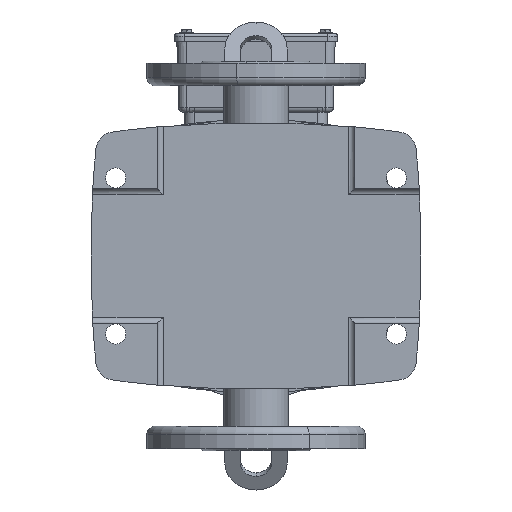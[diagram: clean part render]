
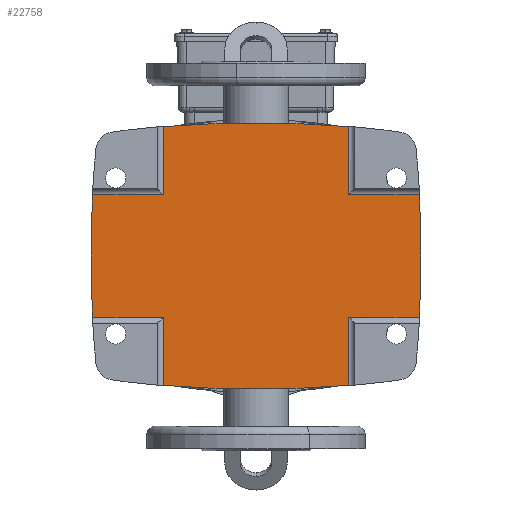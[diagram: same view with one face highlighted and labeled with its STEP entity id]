
A CAD part, front view. The second image highlights one B-rep face of the part: STEP entity #22758.
In plain terms, the highlighted planar face has unit normal (0, -1, 0).
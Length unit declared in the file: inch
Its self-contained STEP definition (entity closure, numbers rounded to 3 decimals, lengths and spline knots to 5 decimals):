
#41 = EDGE_CURVE ( 'NONE', #920, #26148, #2742, .T. ) ;
#127 = CIRCLE ( 'NONE', #1382, 27.26527 ) ;
#304 = CARTESIAN_POINT ( 'NONE',  ( -1.54265, 0.19685, -4.11924 ) ) ;
#459 = CARTESIAN_POINT ( 'NONE',  ( -1.54265, 0.19685, -4.59646 ) ) ;
#618 = DIRECTION ( 'NONE',  ( 0., 0., 1. ) ) ;
#920 = VERTEX_POINT ( 'NONE', #304 ) ;
#1305 = VERTEX_POINT ( 'NONE', #25439 ) ;
#1382 = AXIS2_PLACEMENT_3D ( 'NONE', #2906, #33588, #19706 ) ;
#1488 = LINE ( 'NONE', #31901, #22838 ) ;
#1555 = LINE ( 'NONE', #13007, #2860 ) ;
#2742 = LINE ( 'NONE', #459, #11870 ) ;
#2860 = VECTOR ( 'NONE', #36202, 39.37008 ) ;
#2884 = CARTESIAN_POINT ( 'NONE',  ( -1.54265, 0.19685, -4.59646 ) ) ;
#2906 = CARTESIAN_POINT ( 'NONE',  ( 0., 0.19685, -23.10236 ) ) ;
#3210 = DIRECTION ( 'NONE',  ( 0., -1., 0. ) ) ;
#4501 = EDGE_CURVE ( 'NONE', #26021, #26461, #127, .T. ) ;
#4696 = ORIENTED_EDGE ( 'NONE', *, *, #34735, .T. ) ;
#5017 = VERTEX_POINT ( 'NONE', #11063 ) ;
#5454 = DIRECTION ( 'NONE',  ( 1., 0., 0. ) ) ;
#5703 = VECTOR ( 'NONE', #31038, 39.37008 ) ;
#5839 = FACE_OUTER_BOUND ( 'NONE', #23103, .T. ) ;
#5859 = VERTEX_POINT ( 'NONE', #30704 ) ;
#5984 = DIRECTION ( 'NONE',  ( 0., 0., 1. ) ) ;
#6336 = ORIENTED_EDGE ( 'NONE', *, *, #32800, .T. ) ;
#6351 = CARTESIAN_POINT ( 'NONE',  ( 0., 0.19685, -23.10236 ) ) ;
#6561 = CARTESIAN_POINT ( 'NONE',  ( -1.54265, 0.19685, 2.33625 ) ) ;
#7549 = CIRCLE ( 'NONE', #11028, 27.26527 ) ;
#7564 = AXIS2_PLACEMENT_3D ( 'NONE', #25128, #27931, #30742 ) ;
#7653 = CARTESIAN_POINT ( 'NONE',  ( 0., 0.19685, -4.16291 ) ) ;
#7881 = CARTESIAN_POINT ( 'NONE',  ( -4.59646, 0.19685, -2.33625 ) ) ;
#7895 = LINE ( 'NONE', #22881, #5703 ) ;
#8270 = AXIS2_PLACEMENT_3D ( 'NONE', #34006, #31307, #17315 ) ;
#8650 = DIRECTION ( 'NONE',  ( 0., 0., 1. ) ) ;
#8851 = CIRCLE ( 'NONE', #26822, 27.26527 ) ;
#9409 = EDGE_CURVE ( 'NONE', #5017, #26148, #17716, .T. ) ;
#9443 = VERTEX_POINT ( 'NONE', #7653 ) ;
#10537 = ORIENTED_EDGE ( 'NONE', *, *, #19204, .F. ) ;
#11028 = AXIS2_PLACEMENT_3D ( 'NONE', #17217, #11824, #5984 ) ;
#11063 = CARTESIAN_POINT ( 'NONE',  ( -3.26434, 0.19685, -2.33625 ) ) ;
#11824 = DIRECTION ( 'NONE',  ( 0., 1., 0. ) ) ;
#11870 = VECTOR ( 'NONE', #31376, 39.37008 ) ;
#12903 = CARTESIAN_POINT ( 'NONE',  ( 0., 0.19685, 4.16291 ) ) ;
#13007 = CARTESIAN_POINT ( 'NONE',  ( -4.59646, 0.19685, 2.33625 ) ) ;
#13496 = DIRECTION ( 'NONE',  ( 1., 0., 0. ) ) ;
#13960 = DIRECTION ( 'NONE',  ( 0., 0., 1. ) ) ;
#14281 = CARTESIAN_POINT ( 'NONE',  ( -1.54265, 0.19685, -4.59646 ) ) ;
#14295 = DIRECTION ( 'NONE',  ( 0., 0., 1. ) ) ;
#14522 = DIRECTION ( 'NONE',  ( 0., 1., 0. ) ) ;
#14617 = CARTESIAN_POINT ( 'NONE',  ( 1.54265, 0.19685, -2.33625 ) ) ;
#14736 = LINE ( 'NONE', #22282, #24747 ) ;
#14808 = ORIENTED_EDGE ( 'NONE', *, *, #16195, .F. ) ;
#15772 = CIRCLE ( 'NONE', #28906, 26.47079 ) ;
#16195 = EDGE_CURVE ( 'NONE', #18236, #24974, #1555, .T. ) ;
#17217 = CARTESIAN_POINT ( 'NONE',  ( 0., 0.19685, 23.10236 ) ) ;
#17315 = DIRECTION ( 'NONE',  ( 0., 0., 1. ) ) ;
#17698 = VECTOR ( 'NONE', #13960, 39.37008 ) ;
#17708 = DIRECTION ( 'NONE',  ( 0., -1., 0. ) ) ;
#17716 = LINE ( 'NONE', #7881, #30768 ) ;
#18060 = ORIENTED_EDGE ( 'NONE', *, *, #26147, .F. ) ;
#18236 = VERTEX_POINT ( 'NONE', #24409 ) ;
#18413 = EDGE_CURVE ( 'NONE', #20720, #35961, #20312, .T. ) ;
#18870 = CARTESIAN_POINT ( 'NONE',  ( 3.26434, 0.19685, 2.33625 ) ) ;
#19204 = EDGE_CURVE ( 'NONE', #24974, #32840, #25924, .T. ) ;
#19259 = ORIENTED_EDGE ( 'NONE', *, *, #21046, .F. ) ;
#19706 = DIRECTION ( 'NONE',  ( 0., 0., 1. ) ) ;
#19895 = CARTESIAN_POINT ( 'NONE',  ( 23.10315, 0.19685, 0. ) ) ;
#19943 = ORIENTED_EDGE ( 'NONE', *, *, #9409, .T. ) ;
#20312 = LINE ( 'NONE', #2884, #17698 ) ;
#20720 = VERTEX_POINT ( 'NONE', #6561 ) ;
#21046 = EDGE_CURVE ( 'NONE', #5859, #20720, #30360, .T. ) ;
#21213 = AXIS2_PLACEMENT_3D ( 'NONE', #14281, #14522, #8650 ) ;
#21787 = CARTESIAN_POINT ( 'NONE',  ( -4.59646, 0.19685, 2.33625 ) ) ;
#22282 = CARTESIAN_POINT ( 'NONE',  ( 1.54265, 0.19685, -4.59646 ) ) ;
#22547 = PLANE ( 'NONE',  #21213 ) ;
#22558 = CARTESIAN_POINT ( 'NONE',  ( -1.54265, 0.19685, -2.33625 ) ) ;
#22758 = ADVANCED_FACE ( 'NONE', ( #5839 ), #22547, .F. ) ;
#22838 = VECTOR ( 'NONE', #31673, 39.37008 ) ;
#22881 = CARTESIAN_POINT ( 'NONE',  ( 1.54265, 0.19685, -4.59646 ) ) ;
#23103 = EDGE_LOOP ( 'NONE', ( #28726, #19259, #25806, #19943, #25828, #23670, #18060, #6336, #23727, #10537, #14808, #4696, #24588, #34663 ) ) ;
#23106 = CARTESIAN_POINT ( 'NONE',  ( 3.26434, 0.19685, -2.33625 ) ) ;
#23670 = ORIENTED_EDGE ( 'NONE', *, *, #27153, .F. ) ;
#23727 = ORIENTED_EDGE ( 'NONE', *, *, #27262, .T. ) ;
#23765 = EDGE_CURVE ( 'NONE', #5859, #5017, #15772, .T. ) ;
#24409 = CARTESIAN_POINT ( 'NONE',  ( 1.54265, 0.19685, 2.33625 ) ) ;
#24588 = ORIENTED_EDGE ( 'NONE', *, *, #4501, .T. ) ;
#24747 = VECTOR ( 'NONE', #618, 39.37008 ) ;
#24974 = VERTEX_POINT ( 'NONE', #18870 ) ;
#25128 = CARTESIAN_POINT ( 'NONE',  ( -23.10315, 0.19685, 0. ) ) ;
#25439 = CARTESIAN_POINT ( 'NONE',  ( 1.54265, 0.19685, -4.11924 ) ) ;
#25488 = DIRECTION ( 'NONE',  ( 0., 0., 1. ) ) ;
#25806 = ORIENTED_EDGE ( 'NONE', *, *, #23765, .T. ) ;
#25828 = ORIENTED_EDGE ( 'NONE', *, *, #41, .F. ) ;
#25924 = CIRCLE ( 'NONE', #7564, 26.47079 ) ;
#26021 = VERTEX_POINT ( 'NONE', #30718 ) ;
#26147 = EDGE_CURVE ( 'NONE', #1305, #9443, #7549, .T. ) ;
#26148 = VERTEX_POINT ( 'NONE', #22558 ) ;
#26461 = VERTEX_POINT ( 'NONE', #12903 ) ;
#26680 = CARTESIAN_POINT ( 'NONE',  ( -1.54265, 0.19685, 4.11924 ) ) ;
#26822 = AXIS2_PLACEMENT_3D ( 'NONE', #6351, #17708, #25488 ) ;
#27153 = EDGE_CURVE ( 'NONE', #9443, #920, #33308, .T. ) ;
#27262 = EDGE_CURVE ( 'NONE', #33880, #32840, #1488, .T. ) ;
#27931 = DIRECTION ( 'NONE',  ( 0., 1., 0. ) ) ;
#28606 = VECTOR ( 'NONE', #5454, 39.37008 ) ;
#28726 = ORIENTED_EDGE ( 'NONE', *, *, #18413, .F. ) ;
#28906 = AXIS2_PLACEMENT_3D ( 'NONE', #19895, #3210, #14295 ) ;
#30360 = LINE ( 'NONE', #21787, #28606 ) ;
#30704 = CARTESIAN_POINT ( 'NONE',  ( -3.26434, 0.19685, 2.33625 ) ) ;
#30718 = CARTESIAN_POINT ( 'NONE',  ( 1.54265, 0.19685, 4.11924 ) ) ;
#30742 = DIRECTION ( 'NONE',  ( 0., 0., 1. ) ) ;
#30768 = VECTOR ( 'NONE', #13496, 39.37008 ) ;
#31038 = DIRECTION ( 'NONE',  ( 0., 0., 1. ) ) ;
#31307 = DIRECTION ( 'NONE',  ( 0., 1., 0. ) ) ;
#31376 = DIRECTION ( 'NONE',  ( 0., 0., 1. ) ) ;
#31448 = EDGE_CURVE ( 'NONE', #26461, #35961, #8851, .T. ) ;
#31673 = DIRECTION ( 'NONE',  ( 1., 0., 0. ) ) ;
#31901 = CARTESIAN_POINT ( 'NONE',  ( -4.59646, 0.19685, -2.33625 ) ) ;
#32800 = EDGE_CURVE ( 'NONE', #1305, #33880, #7895, .T. ) ;
#32840 = VERTEX_POINT ( 'NONE', #23106 ) ;
#33308 = CIRCLE ( 'NONE', #8270, 27.26527 ) ;
#33588 = DIRECTION ( 'NONE',  ( 0., -1., 0. ) ) ;
#33880 = VERTEX_POINT ( 'NONE', #14617 ) ;
#34006 = CARTESIAN_POINT ( 'NONE',  ( 0., 0.19685, 23.10236 ) ) ;
#34663 = ORIENTED_EDGE ( 'NONE', *, *, #31448, .T. ) ;
#34735 = EDGE_CURVE ( 'NONE', #18236, #26021, #14736, .T. ) ;
#35961 = VERTEX_POINT ( 'NONE', #26680 ) ;
#36202 = DIRECTION ( 'NONE',  ( 1., 0., 0. ) ) ;
